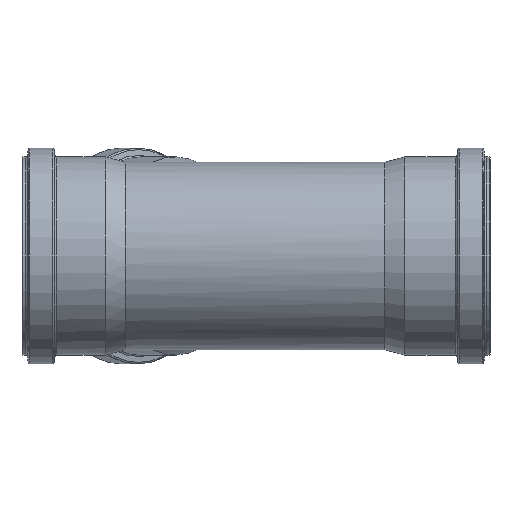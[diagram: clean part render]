
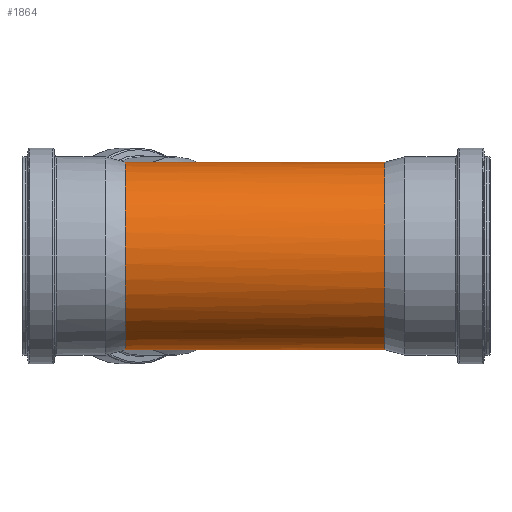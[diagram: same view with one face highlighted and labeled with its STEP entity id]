
A CAD part, left-side view. The second image highlights one B-rep face of the part: STEP entity #1864.
In plain terms, the highlighted cylindrical face has radius 55.075 mm (diameter 110.15 mm), a full revolution.
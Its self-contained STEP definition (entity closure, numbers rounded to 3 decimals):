
#69=CIRCLE('',#1978,55.075);
#70=CIRCLE('',#1979,55.075);
#71=CIRCLE('',#1980,55.075);
#306=CYLINDRICAL_SURFACE('',#1977,55.075);
#334=LINE('',#3763,#381);
#381=VECTOR('',#2333,55.075);
#442=FACE_OUTER_BOUND('',#531,.T.);
#531=EDGE_LOOP('',(#1246,#1247,#1248,#1249,#1250,#1251,#1252,#1253,#1254,
#1255,#1256));
#620=ELLIPSE('',#1967,146.151,55.075);
#625=ELLIPSE('',#1972,59.772,55.075);
#626=ELLIPSE('',#1973,59.772,55.075);
#628=ELLIPSE('',#1975,146.151,55.075);
#641=B_SPLINE_CURVE_WITH_KNOTS('',3,(#3282,#3283,#3284,#3285,#3286,#3287),
 .UNSPECIFIED.,.F.,.F.,(4,2,4),(0.,0.01,0.017),
 .UNSPECIFIED.);
#652=B_SPLINE_CURVE_WITH_KNOTS('',3,(#3652,#3653,#3654,#3655,#3656,#3657,
#3658,#3659),.UNSPECIFIED.,.F.,.F.,(4,2,2,4),(0.636,0.637,
0.645,0.654),.UNSPECIFIED.);
#661=VERTEX_POINT('',#3222);
#662=VERTEX_POINT('',#3281);
#664=VERTEX_POINT('',#3358);
#665=VERTEX_POINT('',#3359);
#674=VERTEX_POINT('',#3647);
#675=VERTEX_POINT('',#3706);
#676=VERTEX_POINT('',#3708);
#679=VERTEX_POINT('',#3762);
#680=VERTEX_POINT('',#3764);
#896=EDGE_CURVE('',#662,#661,#641,.T.);
#900=EDGE_CURVE('',#664,#665,#620,.T.);
#911=EDGE_CURVE('',#664,#674,#652,.T.);
#914=EDGE_CURVE('',#665,#676,#625,.T.);
#915=EDGE_CURVE('',#676,#675,#626,.T.);
#917=EDGE_CURVE('',#675,#661,#628,.T.);
#921=EDGE_CURVE('',#676,#679,#334,.T.);
#922=EDGE_CURVE('',#679,#680,#69,.T.);
#923=EDGE_CURVE('',#680,#679,#70,.T.);
#924=EDGE_CURVE('',#662,#674,#71,.T.);
#1246=ORIENTED_EDGE('',*,*,#896,.T.);
#1247=ORIENTED_EDGE('',*,*,#917,.F.);
#1248=ORIENTED_EDGE('',*,*,#915,.F.);
#1249=ORIENTED_EDGE('',*,*,#921,.T.);
#1250=ORIENTED_EDGE('',*,*,#922,.T.);
#1251=ORIENTED_EDGE('',*,*,#923,.T.);
#1252=ORIENTED_EDGE('',*,*,#921,.F.);
#1253=ORIENTED_EDGE('',*,*,#914,.F.);
#1254=ORIENTED_EDGE('',*,*,#900,.F.);
#1255=ORIENTED_EDGE('',*,*,#911,.T.);
#1256=ORIENTED_EDGE('',*,*,#924,.F.);
#1864=ADVANCED_FACE('',(#442),#306,.T.);
#1967=AXIS2_PLACEMENT_3D('',#3360,#2308,#2309);
#1972=AXIS2_PLACEMENT_3D('',#3709,#2318,#2319);
#1973=AXIS2_PLACEMENT_3D('',#3710,#2320,#2321);
#1975=AXIS2_PLACEMENT_3D('',#3754,#2324,#2325);
#1977=AXIS2_PLACEMENT_3D('',#3761,#2331,#2332);
#1978=AXIS2_PLACEMENT_3D('',#3765,#2334,#2335);
#1979=AXIS2_PLACEMENT_3D('',#3766,#2336,#2337);
#1980=AXIS2_PLACEMENT_3D('',#3767,#2338,#2339);
#2308=DIRECTION('center_axis',(0.926,-0.377,0.));
#2309=DIRECTION('ref_axis',(0.377,0.926,0.));
#2318=DIRECTION('center_axis',(0.389,0.921,0.));
#2319=DIRECTION('ref_axis',(0.921,-0.389,0.));
#2320=DIRECTION('center_axis',(0.389,0.921,0.));
#2321=DIRECTION('ref_axis',(0.921,-0.389,0.));
#2324=DIRECTION('center_axis',(0.926,-0.377,0.));
#2325=DIRECTION('ref_axis',(0.377,0.926,0.));
#2331=DIRECTION('center_axis',(0.,1.,0.));
#2332=DIRECTION('ref_axis',(-1.,0.,0.));
#2333=DIRECTION('',(0.,-1.,0.));
#2334=DIRECTION('center_axis',(0.,1.,0.));
#2335=DIRECTION('ref_axis',(1.,0.,0.));
#2336=DIRECTION('center_axis',(0.,1.,0.));
#2337=DIRECTION('ref_axis',(1.,0.,0.));
#2338=DIRECTION('center_axis',(0.,1.,0.));
#2339=DIRECTION('ref_axis',(1.,0.,0.));
#3222=CARTESIAN_POINT('',(51.958,214.316,-18.265));
#3281=CARTESIAN_POINT('',(51.906,214.369,-18.412));
#3282=CARTESIAN_POINT('Ctrl Pts',(51.906,214.369,-18.412));
#3283=CARTESIAN_POINT('Ctrl Pts',(51.918,214.369,-18.38));
#3284=CARTESIAN_POINT('Ctrl Pts',(51.929,214.363,-18.349));
#3285=CARTESIAN_POINT('Ctrl Pts',(51.946,214.341,-18.299));
#3286=CARTESIAN_POINT('Ctrl Pts',(51.952,214.33,-18.281));
#3287=CARTESIAN_POINT('Ctrl Pts',(51.958,214.316,-18.265));
#3358=CARTESIAN_POINT('',(51.958,214.316,18.265));
#3359=CARTESIAN_POINT('',(0.,86.6,55.075));
#3360=CARTESIAN_POINT('Origin',(0.,86.6,0.));
#3647=CARTESIAN_POINT('',(51.906,214.369,18.412));
#3652=CARTESIAN_POINT('Ctrl Pts',(51.958,214.316,18.265));
#3653=CARTESIAN_POINT('Ctrl Pts',(51.957,214.318,18.267));
#3654=CARTESIAN_POINT('Ctrl Pts',(51.956,214.32,18.27));
#3655=CARTESIAN_POINT('Ctrl Pts',(51.948,214.338,18.292));
#3656=CARTESIAN_POINT('Ctrl Pts',(51.941,214.35,18.314));
#3657=CARTESIAN_POINT('Ctrl Pts',(51.924,214.365,18.362));
#3658=CARTESIAN_POINT('Ctrl Pts',(51.915,214.369,18.387));
#3659=CARTESIAN_POINT('Ctrl Pts',(51.906,214.369,18.412));
#3706=CARTESIAN_POINT('',(0.,86.6,-55.075));
#3708=CARTESIAN_POINT('',(55.075,63.373,0.));
#3709=CARTESIAN_POINT('Origin',(0.,86.6,0.));
#3710=CARTESIAN_POINT('Origin',(0.,86.6,0.));
#3754=CARTESIAN_POINT('Origin',(0.,86.6,0.));
#3761=CARTESIAN_POINT('Origin',(0.,138.18,0.));
#3762=CARTESIAN_POINT('',(55.075,61.99,0.));
#3763=CARTESIAN_POINT('',(55.075,138.18,0.));
#3764=CARTESIAN_POINT('',(-55.075,61.99,0.));
#3765=CARTESIAN_POINT('Origin',(0.,61.99,0.));
#3766=CARTESIAN_POINT('Origin',(0.,61.99,0.));
#3767=CARTESIAN_POINT('Origin',(0.,214.369,0.));
